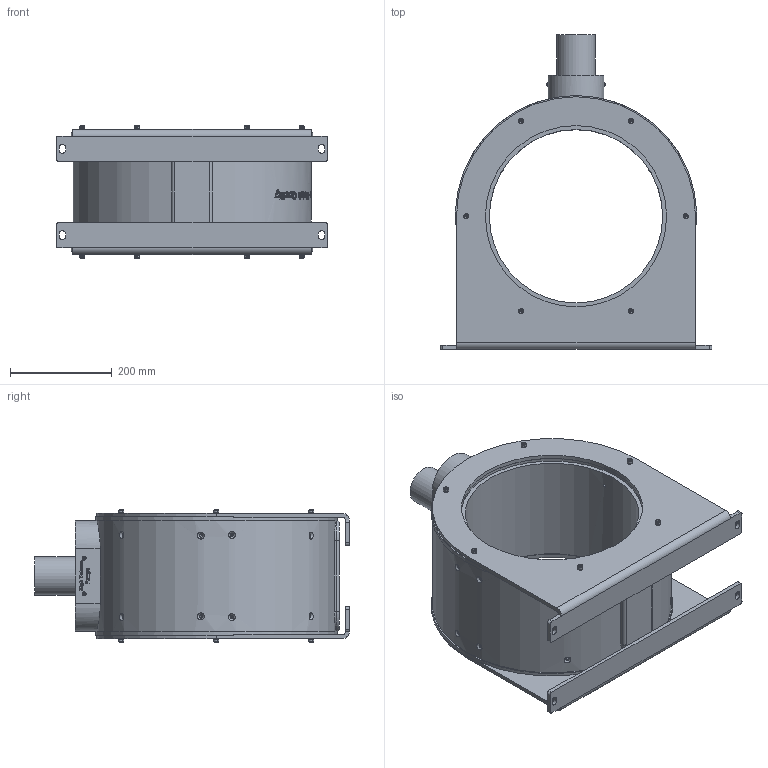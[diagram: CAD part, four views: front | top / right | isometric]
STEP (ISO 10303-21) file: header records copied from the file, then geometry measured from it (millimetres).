
FILE_DESCRIPTION (( 'STEP AP214' ), '1' );
FILE_NAME ('P-341-530-rev-A-MF.STEP', '2025-06-10T08:41:44', ( '' ), ( '' ), 'SwSTEP 2.0', 'SolidWorks 2024', '' );
FILE_SCHEMA (( 'AUTOMOTIVE_DESIGN' ));
Length unit declared in the file: millimetre
Products named in the file (1): P-341-530-rev-A-MF
Bounding box: 534 x 619.07 x 260 mm (x, y, z)
Volume: 22437785 mm3; surface area: 1130511.4 mm2
Topology: 1 solids, 18 shells, 1451 faces, 3697 edges, 2396 vertices
Faces by surface type: plane 773, bspline 397, cylinder 175, cone 82, torus 20, sphere 4
Full cylindrical faces by diameter (mm): 5 x16, 6 x6, 6.6 x22, 6.7 x12, 7.6 x4, 10 x12, 10.2 x6, 11.57 x6, 75 x1, 341 x1, 356.5 x2, 357 x2, 470 x1
Entity records: 111836 total; most frequent: CARTESIAN_POINT 66131, ORIENTED_EDGE 6806, DIRECTION 4800, EDGE_CURVE 3403, VERTEX_POINT 2294, EDGE_LOOP 1777, AXIS2_PLACEMENT_3D 1619, FACE_OUTER_BOUND 1564
